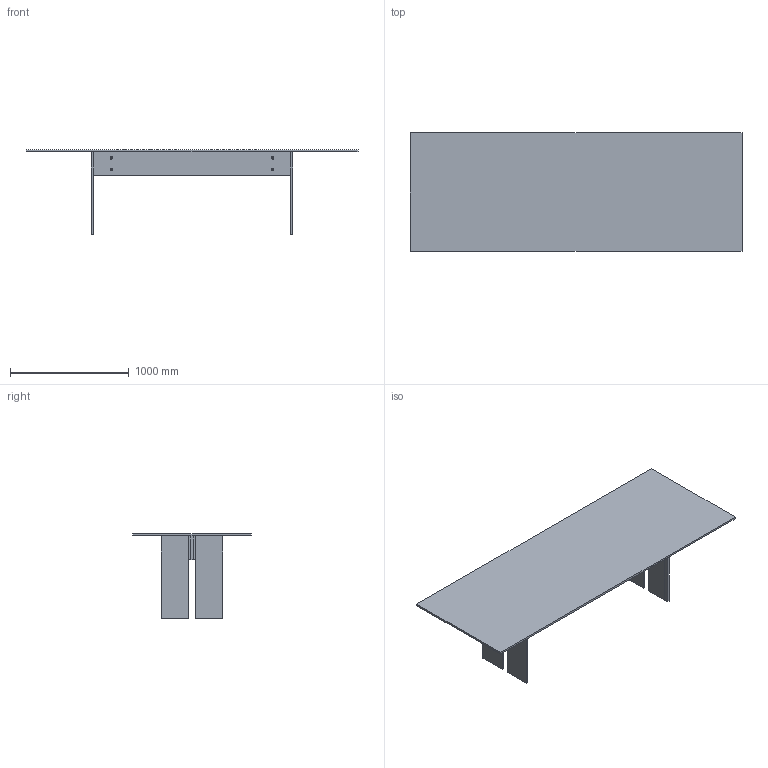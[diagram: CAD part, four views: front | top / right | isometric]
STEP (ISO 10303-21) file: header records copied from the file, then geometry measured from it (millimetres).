
FILE_DESCRIPTION(/* description */ (''),/* implementation_level */ '2;1');
FILE_NAME(/* name */ 'LLT28-2 - LLT 280x100',/* time_stamp */ '2012-06-21T14:41:04+02:00',/* author */ (''),/* organization */ (''),/* preprocessor_version */ 'ST-DEVELOPER v10',/* originating_system */ '',/* authorisation */ '');
FILE_SCHEMA (('CONFIG_CONTROL_DESIGN'));
Length unit declared in the file: millimetre
Products named in the file (1): 1
Bounding box: 2800 x 1000 x 714 mm (x, y, z)
Volume: 78777497.6 mm3; surface area: 8781984.5 mm2
Topology: 25 solids, 25 shells, 308 faces, 622 edges, 380 vertices
Faces by surface type: bspline 206, plane 102
Entity records: 8690 total; most frequent: CARTESIAN_POINT 4780, ORIENTED_EDGE 1244, EDGE_CURVE 622, VERTEX_POINT 380, EDGE_LOOP 356, ADVANCED_FACE 308, FACE_OUTER_BOUND 308, B_SPLINE_CURVE_WITH_KNOTS 192
